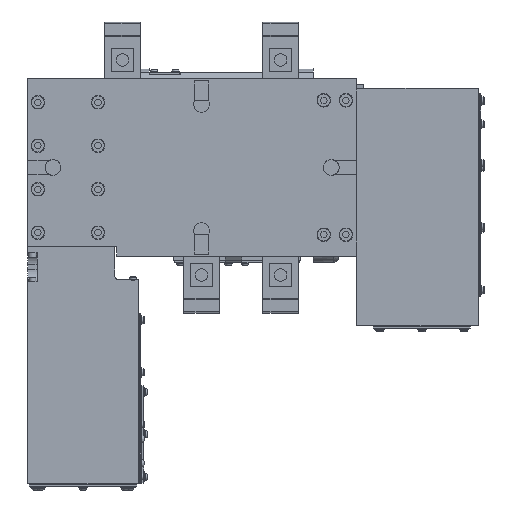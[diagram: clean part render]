
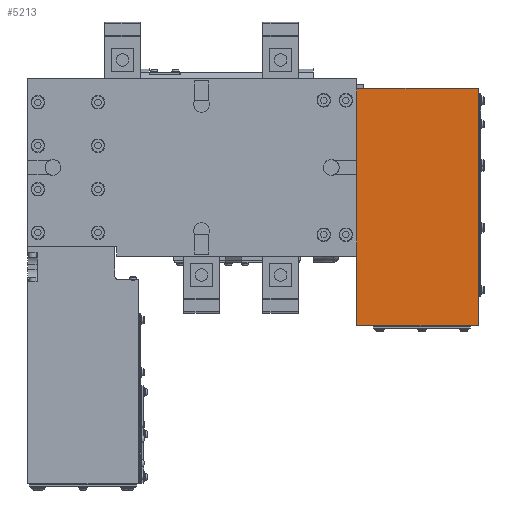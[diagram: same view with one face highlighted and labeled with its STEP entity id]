
A CAD part, front view. The second image highlights one B-rep face of the part: STEP entity #5213.
In plain terms, the highlighted planar face has unit normal (0, -1, 0).
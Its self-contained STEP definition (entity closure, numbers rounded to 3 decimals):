
#5213 = ADVANCED_FACE( '', ( #11677 ), #11678, .F. );
#11677 = FACE_OUTER_BOUND( '', #21091, .T. );
#11678 = PLANE( '', #21092 );
#21091 = EDGE_LOOP( '', ( #35724, #35725, #35726, #35727, #35728, #35729, #35730, #35731, #35732, #35733 ) );
#21092 = AXIS2_PLACEMENT_3D( '', #35734, #35735, #35736 );
#35724 = ORIENTED_EDGE( '', *, *, #43244, .F. );
#35725 = ORIENTED_EDGE( '', *, *, #43354, .T. );
#35726 = ORIENTED_EDGE( '', *, *, #42299, .F. );
#35727 = ORIENTED_EDGE( '', *, *, #41907, .F. );
#35728 = ORIENTED_EDGE( '', *, *, #44490, .T. );
#35729 = ORIENTED_EDGE( '', *, *, #42144, .F. );
#35730 = ORIENTED_EDGE( '', *, *, #43672, .F. );
#35731 = ORIENTED_EDGE( '', *, *, #44640, .T. );
#35732 = ORIENTED_EDGE( '', *, *, #42402, .F. );
#35733 = ORIENTED_EDGE( '', *, *, #44122, .F. );
#35734 = CARTESIAN_POINT( '', ( 350., -176., -20.2 ) );
#35735 = DIRECTION( '', ( 0., 1., 0. ) );
#35736 = DIRECTION( '', ( 0., 0., 1. ) );
#41907 = EDGE_CURVE( '', #49653, #49649, #49655, .T. );
#42144 = EDGE_CURVE( '', #50007, #50008, #50009, .T. );
#42299 = EDGE_CURVE( '', #49649, #50235, #50236, .T. );
#42402 = EDGE_CURVE( '', #50393, #50395, #50396, .T. );
#43244 = EDGE_CURVE( '', #51615, #51617, #51618, .T. );
#43354 = EDGE_CURVE( '', #51615, #50235, #51765, .T. );
#43672 = EDGE_CURVE( '', #52205, #50007, #52207, .T. );
#44122 = EDGE_CURVE( '', #51617, #50393, #52788, .T. );
#44490 = EDGE_CURVE( '', #49653, #50008, #53239, .T. );
#44640 = EDGE_CURVE( '', #52205, #50395, #53419, .T. );
#49649 = VERTEX_POINT( '', #60929 );
#49653 = VERTEX_POINT( '', #60934 );
#49655 = LINE( '', #60937, #60938 );
#50007 = VERTEX_POINT( '', #61725 );
#50008 = VERTEX_POINT( '', #61726 );
#50009 = LINE( '', #61727, #61728 );
#50235 = VERTEX_POINT( '', #62094 );
#50236 = LINE( '', #62095, #62096 );
#50393 = VERTEX_POINT( '', #62308 );
#50395 = VERTEX_POINT( '', #62311 );
#50396 = LINE( '', #62312, #62313 );
#51615 = VERTEX_POINT( '', #64332 );
#51617 = VERTEX_POINT( '', #64335 );
#51618 = LINE( '', #64336, #64337 );
#51765 = LINE( '', #64543, #64544 );
#52205 = VERTEX_POINT( '', #65210 );
#52207 = LINE( '', #65213, #65214 );
#52788 = LINE( '', #66091, #66092 );
#53239 = LINE( '', #66809, #66810 );
#53419 = LINE( '', #67030, #67031 );
#60929 = CARTESIAN_POINT( '', ( 350., -176., -320.2 ) );
#60934 = CARTESIAN_POINT( '', ( 350., -176., -20.2 ) );
#60937 = CARTESIAN_POINT( '', ( 350., -176., -20.2 ) );
#60938 = VECTOR( '', #71166, 1000. );
#61725 = CARTESIAN_POINT( '', ( 196.2, -176., -111.2 ) );
#61726 = CARTESIAN_POINT( '', ( 196.2, -176., -20.2 ) );
#61727 = CARTESIAN_POINT( '', ( 196.2, -176., -20.2 ) );
#61728 = VECTOR( '', #71446, 1000. );
#62094 = CARTESIAN_POINT( '', ( 196., -176., -320.2 ) );
#62095 = CARTESIAN_POINT( '', ( 350., -176., -320.2 ) );
#62096 = VECTOR( '', #71617, 1000. );
#62308 = CARTESIAN_POINT( '', ( 196.2, -176., -129.2 ) );
#62311 = CARTESIAN_POINT( '', ( 196., -176., -129.2 ) );
#62312 = CARTESIAN_POINT( '', ( 350., -176., -129.2 ) );
#62313 = VECTOR( '', #71740, 1000. );
#64332 = CARTESIAN_POINT( '', ( 196., -176., -232.2 ) );
#64335 = CARTESIAN_POINT( '', ( 196.2, -176., -232.2 ) );
#64336 = CARTESIAN_POINT( '', ( 350., -176., -232.2 ) );
#64337 = VECTOR( '', #72668, 1000. );
#64543 = CARTESIAN_POINT( '', ( 196., -176., -20.2 ) );
#64544 = VECTOR( '', #72776, 1000. );
#65210 = CARTESIAN_POINT( '', ( 196., -176., -111.2 ) );
#65213 = CARTESIAN_POINT( '', ( 350., -176., -111.2 ) );
#65214 = VECTOR( '', #73135, 1000. );
#66091 = CARTESIAN_POINT( '', ( 196.2, -176., -20.2 ) );
#66092 = VECTOR( '', #73583, 1000. );
#66809 = CARTESIAN_POINT( '', ( 350., -176., -20.2 ) );
#66810 = VECTOR( '', #73897, 1000. );
#67030 = CARTESIAN_POINT( '', ( 196., -176., -20.2 ) );
#67031 = VECTOR( '', #74022, 1000. );
#71166 = DIRECTION( '', ( 0., 0., -1. ) );
#71446 = DIRECTION( '', ( 0., 0., 1. ) );
#71617 = DIRECTION( '', ( -1., 0., 0. ) );
#71740 = DIRECTION( '', ( -1., 0., 0. ) );
#72668 = DIRECTION( '', ( 1., 0., 0. ) );
#72776 = DIRECTION( '', ( 0., 0., -1. ) );
#73135 = DIRECTION( '', ( 1., 0., 0. ) );
#73583 = DIRECTION( '', ( 0., 0., 1. ) );
#73897 = DIRECTION( '', ( -1., 0., 0. ) );
#74022 = DIRECTION( '', ( 0., 0., -1. ) );
